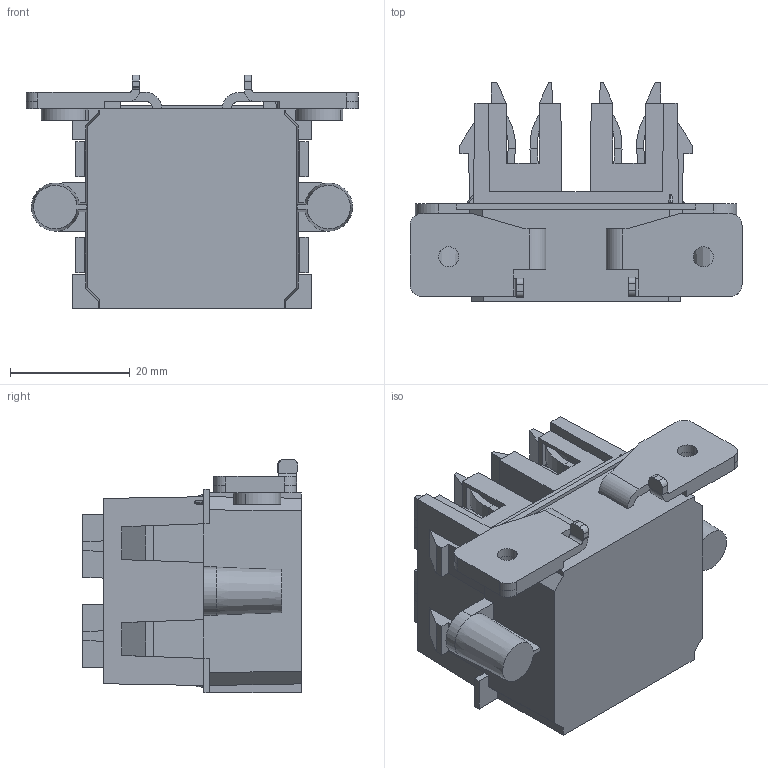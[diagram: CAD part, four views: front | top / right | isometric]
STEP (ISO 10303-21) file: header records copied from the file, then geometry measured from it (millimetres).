
FILE_DESCRIPTION(('CATIA V5 STEP Exchange','CAx-IF Rec.Pracs.--- Model Styling and Organization---1.4--- 2014-01-23'),'2;1');
FILE_NAME ('259405-3_1_2594720000_2594720000.stp','2019-10-30T13:46:55+00:00',('none'),('Weidmueller'),'CATIA Version 5-6 Release 2016 SP3 HF44','CATIA V5 STEP AP214','none');
FILE_SCHEMA(('AUTOMOTIVE_DESIGN { 1 0 10303 214 1 1 1 1 }'));
Length unit declared in the file: millimetre
Products named in the file (1): 2594720000
Bounding box: 55.4 x 36.5 x 39.04 mm (x, y, z)
Volume: 31102.8 mm3; surface area: 14928.7 mm2
Topology: 27 solids, 29 shells, 868 faces, 2227 edges, 1453 vertices
Faces by surface type: plane 659, cylinder 171, extrusion 25, sphere 6, cone 6, bspline 1
Entity records: 24653 total; most frequent: CARTESIAN_POINT 5156, ORIENTED_EDGE 4442, DIRECTION 3154, EDGE_CURVE 2221, VECTOR 1616, LINE 1591, VERTEX_POINT 1453, AXIS2_PLACEMENT_3D 940
